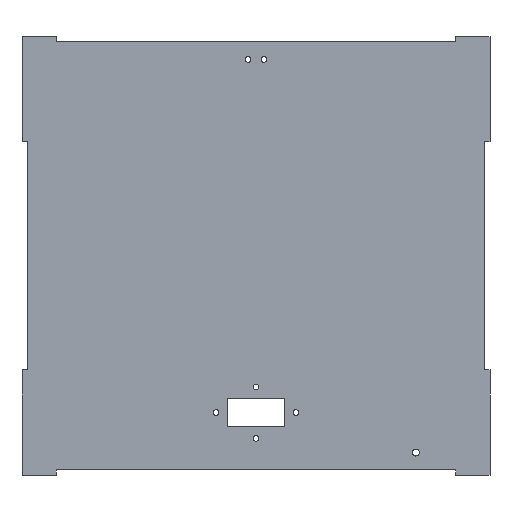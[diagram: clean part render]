
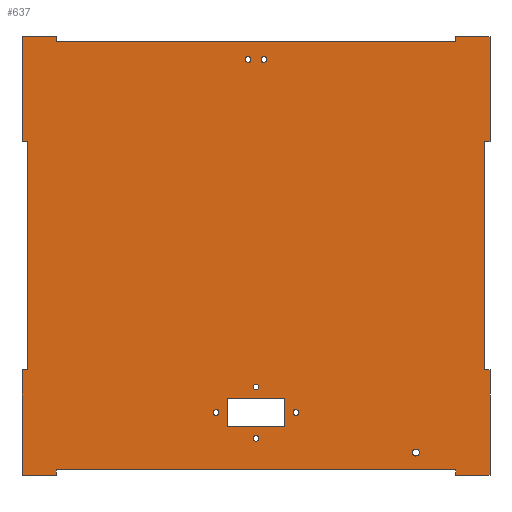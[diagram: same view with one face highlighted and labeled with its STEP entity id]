
A CAD part, front view. The second image highlights one B-rep face of the part: STEP entity #637.
In plain terms, the highlighted planar face has unit normal (0, -1, 0).
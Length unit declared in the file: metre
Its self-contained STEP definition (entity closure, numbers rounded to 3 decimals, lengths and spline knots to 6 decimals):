
#26=CIRCLE('',#691,0.00255);
#27=CIRCLE('',#692,0.00255);
#28=CIRCLE('',#693,0.00255);
#29=CIRCLE('',#694,0.00255);
#30=CIRCLE('',#695,0.003);
#31=CIRCLE('',#696,0.00255);
#32=CIRCLE('',#697,0.00255);
#68=ORIENTED_EDGE('',*,*,#239,.T.);
#69=ORIENTED_EDGE('',*,*,#240,.F.);
#70=ORIENTED_EDGE('',*,*,#241,.T.);
#71=ORIENTED_EDGE('',*,*,#242,.F.);
#72=ORIENTED_EDGE('',*,*,#243,.F.);
#73=ORIENTED_EDGE('',*,*,#244,.T.);
#74=ORIENTED_EDGE('',*,*,#245,.T.);
#75=ORIENTED_EDGE('',*,*,#246,.F.);
#76=ORIENTED_EDGE('',*,*,#247,.F.);
#77=ORIENTED_EDGE('',*,*,#248,.T.);
#78=ORIENTED_EDGE('',*,*,#249,.F.);
#79=ORIENTED_EDGE('',*,*,#250,.F.);
#80=ORIENTED_EDGE('',*,*,#208,.T.);
#81=ORIENTED_EDGE('',*,*,#251,.T.);
#82=ORIENTED_EDGE('',*,*,#252,.F.);
#83=ORIENTED_EDGE('',*,*,#253,.F.);
#84=ORIENTED_EDGE('',*,*,#254,.T.);
#85=ORIENTED_EDGE('',*,*,#255,.F.);
#86=ORIENTED_EDGE('',*,*,#256,.T.);
#87=ORIENTED_EDGE('',*,*,#257,.T.);
#88=ORIENTED_EDGE('',*,*,#258,.F.);
#89=ORIENTED_EDGE('',*,*,#259,.F.);
#90=ORIENTED_EDGE('',*,*,#260,.F.);
#91=ORIENTED_EDGE('',*,*,#261,.T.);
#92=ORIENTED_EDGE('',*,*,#262,.F.);
#93=ORIENTED_EDGE('',*,*,#263,.T.);
#94=ORIENTED_EDGE('',*,*,#264,.T.);
#95=ORIENTED_EDGE('',*,*,#265,.F.);
#96=ORIENTED_EDGE('',*,*,#266,.T.);
#97=ORIENTED_EDGE('',*,*,#267,.T.);
#98=ORIENTED_EDGE('',*,*,#268,.T.);
#208=EDGE_CURVE('',#292,#294,#356,.T.);
#239=EDGE_CURVE('',#324,#324,#26,.T.);
#240=EDGE_CURVE('',#325,#325,#27,.T.);
#241=EDGE_CURVE('',#326,#326,#28,.T.);
#242=EDGE_CURVE('',#327,#327,#29,.T.);
#243=EDGE_CURVE('',#328,#329,#380,.T.);
#244=EDGE_CURVE('',#328,#330,#381,.T.);
#245=EDGE_CURVE('',#330,#331,#382,.T.);
#246=EDGE_CURVE('',#329,#331,#383,.T.);
#247=EDGE_CURVE('',#332,#332,#30,.T.);
#248=EDGE_CURVE('',#333,#333,#31,.T.);
#249=EDGE_CURVE('',#334,#334,#32,.T.);
#250=EDGE_CURVE('',#292,#335,#384,.T.);
#251=EDGE_CURVE('',#294,#336,#385,.T.);
#252=EDGE_CURVE('',#337,#336,#386,.T.);
#253=EDGE_CURVE('',#338,#337,#387,.T.);
#254=EDGE_CURVE('',#338,#339,#388,.T.);
#255=EDGE_CURVE('',#340,#339,#389,.T.);
#256=EDGE_CURVE('',#340,#341,#390,.T.);
#257=EDGE_CURVE('',#341,#342,#391,.T.);
#258=EDGE_CURVE('',#343,#342,#392,.T.);
#259=EDGE_CURVE('',#344,#343,#393,.T.);
#260=EDGE_CURVE('',#345,#344,#394,.T.);
#261=EDGE_CURVE('',#345,#346,#395,.T.);
#262=EDGE_CURVE('',#347,#346,#396,.T.);
#263=EDGE_CURVE('',#347,#348,#397,.T.);
#264=EDGE_CURVE('',#348,#349,#398,.T.);
#265=EDGE_CURVE('',#350,#349,#399,.T.);
#266=EDGE_CURVE('',#350,#351,#400,.T.);
#267=EDGE_CURVE('',#351,#352,#401,.T.);
#268=EDGE_CURVE('',#352,#335,#402,.T.);
#292=VERTEX_POINT('',#900);
#294=VERTEX_POINT('',#904);
#324=VERTEX_POINT('',#968);
#325=VERTEX_POINT('',#970);
#326=VERTEX_POINT('',#972);
#327=VERTEX_POINT('',#974);
#328=VERTEX_POINT('',#976);
#329=VERTEX_POINT('',#977);
#330=VERTEX_POINT('',#979);
#331=VERTEX_POINT('',#981);
#332=VERTEX_POINT('',#984);
#333=VERTEX_POINT('',#986);
#334=VERTEX_POINT('',#988);
#335=VERTEX_POINT('',#990);
#336=VERTEX_POINT('',#992);
#337=VERTEX_POINT('',#994);
#338=VERTEX_POINT('',#996);
#339=VERTEX_POINT('',#998);
#340=VERTEX_POINT('',#1000);
#341=VERTEX_POINT('',#1002);
#342=VERTEX_POINT('',#1004);
#343=VERTEX_POINT('',#1006);
#344=VERTEX_POINT('',#1008);
#345=VERTEX_POINT('',#1010);
#346=VERTEX_POINT('',#1012);
#347=VERTEX_POINT('',#1014);
#348=VERTEX_POINT('',#1016);
#349=VERTEX_POINT('',#1018);
#350=VERTEX_POINT('',#1020);
#351=VERTEX_POINT('',#1022);
#352=VERTEX_POINT('',#1024);
#356=LINE('',#905,#428);
#380=LINE('',#975,#452);
#381=LINE('',#978,#453);
#382=LINE('',#980,#454);
#383=LINE('',#982,#455);
#384=LINE('',#989,#456);
#385=LINE('',#991,#457);
#386=LINE('',#993,#458);
#387=LINE('',#995,#459);
#388=LINE('',#997,#460);
#389=LINE('',#999,#461);
#390=LINE('',#1001,#462);
#391=LINE('',#1003,#463);
#392=LINE('',#1005,#464);
#393=LINE('',#1007,#465);
#394=LINE('',#1009,#466);
#395=LINE('',#1011,#467);
#396=LINE('',#1013,#468);
#397=LINE('',#1015,#469);
#398=LINE('',#1017,#470);
#399=LINE('',#1019,#471);
#400=LINE('',#1021,#472);
#401=LINE('',#1023,#473);
#402=LINE('',#1025,#474);
#428=VECTOR('',#735,1.);
#452=VECTOR('',#785,1.);
#453=VECTOR('',#786,1.);
#454=VECTOR('',#787,1.);
#455=VECTOR('',#788,1.);
#456=VECTOR('',#795,1.);
#457=VECTOR('',#796,1.);
#458=VECTOR('',#797,1.);
#459=VECTOR('',#798,1.);
#460=VECTOR('',#799,1.);
#461=VECTOR('',#800,1.);
#462=VECTOR('',#801,1.);
#463=VECTOR('',#802,1.);
#464=VECTOR('',#803,1.);
#465=VECTOR('',#804,1.);
#466=VECTOR('',#805,1.);
#467=VECTOR('',#806,1.);
#468=VECTOR('',#807,1.);
#469=VECTOR('',#808,1.);
#470=VECTOR('',#809,1.);
#471=VECTOR('',#810,1.);
#472=VECTOR('',#811,1.);
#473=VECTOR('',#812,1.);
#474=VECTOR('',#813,1.);
#507=EDGE_LOOP('',(#68));
#508=EDGE_LOOP('',(#69));
#509=EDGE_LOOP('',(#70));
#510=EDGE_LOOP('',(#71));
#511=EDGE_LOOP('',(#72,#73,#74,#75));
#512=EDGE_LOOP('',(#76));
#513=EDGE_LOOP('',(#77));
#514=EDGE_LOOP('',(#78));
#515=EDGE_LOOP('',(#79,#80,#81,#82,#83,#84,#85,#86,#87,#88,#89,#90,#91,
#92,#93,#94,#95,#96,#97,#98));
#563=FACE_BOUND('',#507,.T.);
#564=FACE_BOUND('',#508,.T.);
#565=FACE_BOUND('',#509,.T.);
#566=FACE_BOUND('',#510,.T.);
#567=FACE_BOUND('',#511,.T.);
#568=FACE_BOUND('',#512,.T.);
#569=FACE_BOUND('',#513,.T.);
#570=FACE_BOUND('',#514,.T.);
#571=FACE_BOUND('',#515,.T.);
#611=PLANE('',#690);
#637=ADVANCED_FACE('',(#563,#564,#565,#566,#567,#568,#569,#570,#571),#611,
 .T.);
#690=AXIS2_PLACEMENT_3D('',#966,#775,#776);
#691=AXIS2_PLACEMENT_3D('',#967,#777,#778);
#692=AXIS2_PLACEMENT_3D('',#969,#779,#780);
#693=AXIS2_PLACEMENT_3D('',#971,#781,#782);
#694=AXIS2_PLACEMENT_3D('',#973,#783,#784);
#695=AXIS2_PLACEMENT_3D('',#983,#789,#790);
#696=AXIS2_PLACEMENT_3D('',#985,#791,#792);
#697=AXIS2_PLACEMENT_3D('',#987,#793,#794);
#735=DIRECTION('',(1.,0.,0.));
#775=DIRECTION('',(0.,-1.,0.));
#776=DIRECTION('',(1.,0.,0.));
#777=DIRECTION('',(0.,1.,0.));
#778=DIRECTION('',(0.,0.,-1.));
#779=DIRECTION('',(0.,-1.,0.));
#780=DIRECTION('',(0.,0.,-1.));
#781=DIRECTION('',(0.,1.,0.));
#782=DIRECTION('',(0.,0.,1.));
#783=DIRECTION('',(0.,-1.,0.));
#784=DIRECTION('',(0.,0.,-1.));
#785=DIRECTION('',(0.,0.,-1.));
#786=DIRECTION('',(1.,0.,0.));
#787=DIRECTION('',(0.,0.,-1.));
#788=DIRECTION('',(1.,0.,0.));
#789=DIRECTION('',(0.,-1.,0.));
#790=DIRECTION('',(0.,0.,-1.));
#791=DIRECTION('',(0.,1.,0.));
#792=DIRECTION('',(0.,0.,-1.));
#793=DIRECTION('',(0.,-1.,0.));
#794=DIRECTION('',(0.,0.,-1.));
#795=DIRECTION('',(0.,0.,1.));
#796=DIRECTION('',(0.,0.,1.));
#797=DIRECTION('',(1.,0.,0.));
#798=DIRECTION('',(0.,0.,-1.));
#799=DIRECTION('',(1.,0.,0.));
#800=DIRECTION('',(0.,0.,-1.));
#801=DIRECTION('',(-1.,0.,0.));
#802=DIRECTION('',(0.,0.,-1.));
#803=DIRECTION('',(1.,0.,0.));
#804=DIRECTION('',(0.,0.,-1.));
#805=DIRECTION('',(1.,0.,0.));
#806=DIRECTION('',(0.,0.,-1.));
#807=DIRECTION('',(-1.,0.,0.));
#808=DIRECTION('',(0.,0.,-1.));
#809=DIRECTION('',(-1.,0.,0.));
#810=DIRECTION('',(0.,0.,1.));
#811=DIRECTION('',(1.,0.,0.));
#812=DIRECTION('',(0.,0.,1.));
#813=DIRECTION('',(1.,0.,0.));
#900=CARTESIAN_POINT('',(0.175,-0.005,-0.1925));
#904=CARTESIAN_POINT('',(0.205,-0.005,-0.1925));
#905=CARTESIAN_POINT('',(0.,-0.005,-0.1925));
#966=CARTESIAN_POINT('',(0.,-0.005,0.));
#967=CARTESIAN_POINT('',(0.035,-0.005,-0.1375));
#968=CARTESIAN_POINT('',(0.035,-0.005,-0.14005));
#969=CARTESIAN_POINT('',(-0.035,-0.005,-0.1375));
#970=CARTESIAN_POINT('',(-0.035,-0.005,-0.14005));
#971=CARTESIAN_POINT('',(0.,-0.005,-0.16));
#972=CARTESIAN_POINT('',(0.,-0.005,-0.15745));
#973=CARTESIAN_POINT('',(0.,-0.005,-0.115));
#974=CARTESIAN_POINT('',(0.,-0.005,-0.11755));
#975=CARTESIAN_POINT('',(-0.025,-0.005,-0.1375));
#976=CARTESIAN_POINT('',(-0.025,-0.005,-0.125));
#977=CARTESIAN_POINT('',(-0.025,-0.005,-0.15));
#978=CARTESIAN_POINT('',(0.,-0.005,-0.125));
#979=CARTESIAN_POINT('',(0.025,-0.005,-0.125));
#980=CARTESIAN_POINT('',(0.025,-0.005,-0.1375));
#981=CARTESIAN_POINT('',(0.025,-0.005,-0.15));
#982=CARTESIAN_POINT('',(0.,-0.005,-0.15));
#983=CARTESIAN_POINT('',(0.14,-0.005,-0.1725));
#984=CARTESIAN_POINT('',(0.14,-0.005,-0.1755));
#985=CARTESIAN_POINT('',(0.007,-0.005,0.172));
#986=CARTESIAN_POINT('',(0.007,-0.005,0.16945));
#987=CARTESIAN_POINT('',(-0.007,-0.005,0.172));
#988=CARTESIAN_POINT('',(-0.007,-0.005,0.16945));
#989=CARTESIAN_POINT('',(0.175,-0.005,-0.19));
#990=CARTESIAN_POINT('',(0.175,-0.005,-0.1875));
#991=CARTESIAN_POINT('',(0.205,-0.005,-0.14625));
#992=CARTESIAN_POINT('',(0.205,-0.005,-0.1));
#993=CARTESIAN_POINT('',(0.2025,-0.005,-0.1));
#994=CARTESIAN_POINT('',(0.2,-0.005,-0.1));
#995=CARTESIAN_POINT('',(0.2,-0.005,0.));
#996=CARTESIAN_POINT('',(0.2,-0.005,0.1));
#997=CARTESIAN_POINT('',(0.2025,-0.005,0.1));
#998=CARTESIAN_POINT('',(0.205,-0.005,0.1));
#999=CARTESIAN_POINT('',(0.205,-0.005,0.14625));
#1000=CARTESIAN_POINT('',(0.205,-0.005,0.192));
#1001=CARTESIAN_POINT('',(0.19,-0.005,0.192));
#1002=CARTESIAN_POINT('',(0.175,-0.005,0.192));
#1003=CARTESIAN_POINT('',(0.175,-0.005,0.19));
#1004=CARTESIAN_POINT('',(0.175,-0.005,0.1875));
#1005=CARTESIAN_POINT('',(0.,-0.005,0.1875));
#1006=CARTESIAN_POINT('',(-0.175,-0.005,0.1875));
#1007=CARTESIAN_POINT('',(-0.175,-0.005,0.19));
#1008=CARTESIAN_POINT('',(-0.175,-0.005,0.192));
#1009=CARTESIAN_POINT('',(-0.19,-0.005,0.192));
#1010=CARTESIAN_POINT('',(-0.205,-0.005,0.192));
#1011=CARTESIAN_POINT('',(-0.205,-0.005,0.14625));
#1012=CARTESIAN_POINT('',(-0.205,-0.005,0.1));
#1013=CARTESIAN_POINT('',(-0.2025,-0.005,0.1));
#1014=CARTESIAN_POINT('',(-0.2,-0.005,0.1));
#1015=CARTESIAN_POINT('',(-0.2,-0.005,0.));
#1016=CARTESIAN_POINT('',(-0.2,-0.005,-0.1));
#1017=CARTESIAN_POINT('',(-0.2025,-0.005,-0.1));
#1018=CARTESIAN_POINT('',(-0.205,-0.005,-0.1));
#1019=CARTESIAN_POINT('',(-0.205,-0.005,-0.14625));
#1020=CARTESIAN_POINT('',(-0.205,-0.005,-0.1925));
#1021=CARTESIAN_POINT('',(0.,-0.005,-0.1925));
#1022=CARTESIAN_POINT('',(-0.175,-0.005,-0.1925));
#1023=CARTESIAN_POINT('',(-0.175,-0.005,-0.19));
#1024=CARTESIAN_POINT('',(-0.175,-0.005,-0.1875));
#1025=CARTESIAN_POINT('',(0.,-0.005,-0.1875));
